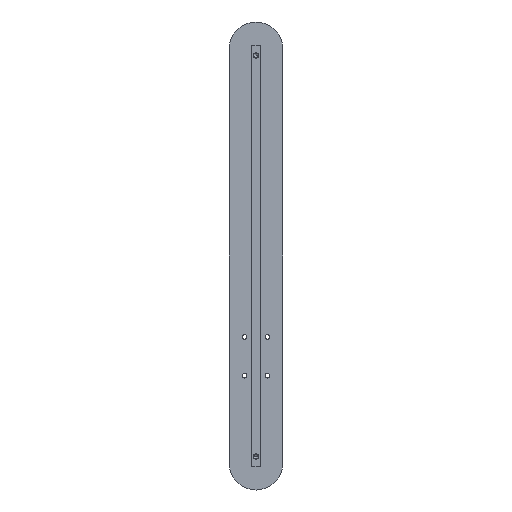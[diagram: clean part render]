
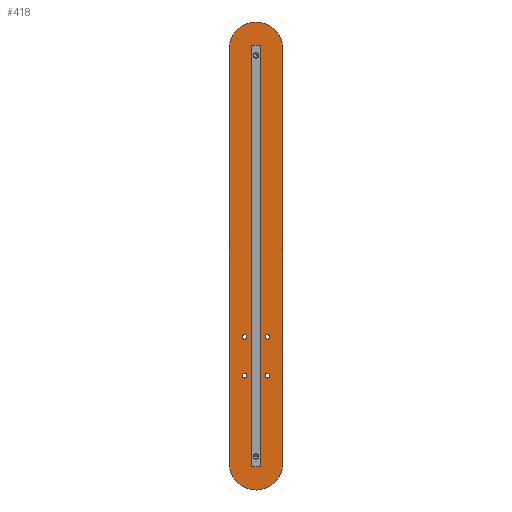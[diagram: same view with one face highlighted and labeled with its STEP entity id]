
A CAD part, left-side view. The second image highlights one B-rep face of the part: STEP entity #418.
In plain terms, the highlighted planar face has unit normal (-1, 0, 0).
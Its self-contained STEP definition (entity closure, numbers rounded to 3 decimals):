
#1=DIRECTION('',(0.,0.,1.));
#2=VECTOR('',#1,620.);
#3=CARTESIAN_POINT('',(0.,40.,-310.));
#4=LINE('',#3,#2);
#5=CARTESIAN_POINT('',(0.,0.,310.));
#6=DIRECTION('',(1.,0.,0.));
#7=DIRECTION('',(0.,1.,0.));
#8=AXIS2_PLACEMENT_3D('',#5,#6,#7);
#10=DIRECTION('',(0.,0.,-1.));
#11=VECTOR('',#10,620.);
#12=CARTESIAN_POINT('',(0.,-40.,310.));
#13=LINE('',#12,#11);
#14=CARTESIAN_POINT('',(0.,0.,-310.));
#15=DIRECTION('',(1.,0.,0.));
#16=DIRECTION('',(0.,-1.,0.));
#17=AXIS2_PLACEMENT_3D('',#14,#15,#16);
#19=DIRECTION('',(0.,0.,1.));
#20=VECTOR('',#19,630.);
#21=CARTESIAN_POINT('',(0.,-6.,-315.));
#22=LINE('',#21,#20);
#23=DIRECTION('',(0.,1.,0.));
#24=VECTOR('',#23,12.);
#25=CARTESIAN_POINT('',(0.,-6.,315.));
#26=LINE('',#25,#24);
#27=DIRECTION('',(0.,0.,-1.));
#28=VECTOR('',#27,630.);
#29=CARTESIAN_POINT('',(0.,6.,315.));
#30=LINE('',#29,#28);
#31=DIRECTION('',(0.,-1.,0.));
#32=VECTOR('',#31,12.);
#33=CARTESIAN_POINT('',(0.,6.,-315.));
#34=LINE('',#33,#32);
#35=CARTESIAN_POINT('',(0.,-17.,-179.));
#36=DIRECTION('',(-1.,0.,0.));
#37=DIRECTION('',(0.,-1.,0.));
#38=AXIS2_PLACEMENT_3D('',#35,#36,#37);
#40=CARTESIAN_POINT('',(0.,-17.,-179.));
#41=DIRECTION('',(-1.,0.,0.));
#42=DIRECTION('',(0.,1.,0.));
#43=AXIS2_PLACEMENT_3D('',#40,#41,#42);
#45=CARTESIAN_POINT('',(0.,-17.,-121.));
#46=DIRECTION('',(-1.,0.,0.));
#47=DIRECTION('',(0.,-1.,0.));
#48=AXIS2_PLACEMENT_3D('',#45,#46,#47);
#50=CARTESIAN_POINT('',(0.,-17.,-121.));
#51=DIRECTION('',(-1.,0.,0.));
#52=DIRECTION('',(0.,1.,0.));
#53=AXIS2_PLACEMENT_3D('',#50,#51,#52);
#55=CARTESIAN_POINT('',(0.,17.,-179.));
#56=DIRECTION('',(-1.,0.,0.));
#57=DIRECTION('',(0.,-1.,0.));
#58=AXIS2_PLACEMENT_3D('',#55,#56,#57);
#60=CARTESIAN_POINT('',(0.,17.,-179.));
#61=DIRECTION('',(-1.,0.,0.));
#62=DIRECTION('',(0.,1.,0.));
#63=AXIS2_PLACEMENT_3D('',#60,#61,#62);
#65=CARTESIAN_POINT('',(0.,17.,-121.));
#66=DIRECTION('',(-1.,0.,0.));
#67=DIRECTION('',(0.,-1.,0.));
#68=AXIS2_PLACEMENT_3D('',#65,#66,#67);
#70=CARTESIAN_POINT('',(0.,17.,-121.));
#71=DIRECTION('',(-1.,0.,0.));
#72=DIRECTION('',(0.,1.,0.));
#73=AXIS2_PLACEMENT_3D('',#70,#71,#72);
#285=CARTESIAN_POINT('',(0.,40.,-310.));
#286=CARTESIAN_POINT('',(0.,40.,310.));
#287=VERTEX_POINT('',#285);
#288=VERTEX_POINT('',#286);
#289=CARTESIAN_POINT('',(0.,-40.,310.));
#290=VERTEX_POINT('',#289);
#291=CARTESIAN_POINT('',(0.,-40.,-310.));
#292=VERTEX_POINT('',#291);
#301=CARTESIAN_POINT('',(0.,-20.5,-179.));
#302=CARTESIAN_POINT('',(0.,-13.5,-179.));
#303=VERTEX_POINT('',#301);
#304=VERTEX_POINT('',#302);
#309=CARTESIAN_POINT('',(0.,-20.5,-121.));
#310=CARTESIAN_POINT('',(0.,-13.5,-121.));
#311=VERTEX_POINT('',#309);
#312=VERTEX_POINT('',#310);
#317=CARTESIAN_POINT('',(0.,13.5,-179.));
#318=CARTESIAN_POINT('',(0.,20.5,-179.));
#319=VERTEX_POINT('',#317);
#320=VERTEX_POINT('',#318);
#325=CARTESIAN_POINT('',(0.,13.5,-121.));
#326=CARTESIAN_POINT('',(0.,20.5,-121.));
#327=VERTEX_POINT('',#325);
#328=VERTEX_POINT('',#326);
#357=CARTESIAN_POINT('',(0.,-6.,315.));
#358=CARTESIAN_POINT('',(0.,6.,315.));
#359=VERTEX_POINT('',#357);
#360=VERTEX_POINT('',#358);
#365=CARTESIAN_POINT('',(0.,6.,-315.));
#366=CARTESIAN_POINT('',(0.,-6.,-315.));
#367=VERTEX_POINT('',#365);
#368=VERTEX_POINT('',#366);
#369=CARTESIAN_POINT('',(0.,0.,0.));
#370=DIRECTION('',(1.,0.,0.));
#371=DIRECTION('',(0.,-1.,0.));
#372=AXIS2_PLACEMENT_3D('',#369,#370,#371);
#373=PLANE('',#372);
#375=ORIENTED_EDGE('',*,*,#374,.T.);
#377=ORIENTED_EDGE('',*,*,#376,.T.);
#379=ORIENTED_EDGE('',*,*,#378,.T.);
#381=ORIENTED_EDGE('',*,*,#380,.T.);
#382=EDGE_LOOP('',(#375,#377,#379,#381));
#383=FACE_OUTER_BOUND('',#382,.F.);
#385=ORIENTED_EDGE('',*,*,#384,.T.);
#387=ORIENTED_EDGE('',*,*,#386,.T.);
#389=ORIENTED_EDGE('',*,*,#388,.T.);
#391=ORIENTED_EDGE('',*,*,#390,.T.);
#392=EDGE_LOOP('',(#385,#387,#389,#391));
#393=FACE_BOUND('',#392,.F.);
#395=ORIENTED_EDGE('',*,*,#394,.T.);
#397=ORIENTED_EDGE('',*,*,#396,.T.);
#398=EDGE_LOOP('',(#395,#397));
#399=FACE_BOUND('',#398,.F.);
#401=ORIENTED_EDGE('',*,*,#400,.T.);
#403=ORIENTED_EDGE('',*,*,#402,.T.);
#404=EDGE_LOOP('',(#401,#403));
#405=FACE_BOUND('',#404,.F.);
#407=ORIENTED_EDGE('',*,*,#406,.T.);
#409=ORIENTED_EDGE('',*,*,#408,.T.);
#410=EDGE_LOOP('',(#407,#409));
#411=FACE_BOUND('',#410,.F.);
#413=ORIENTED_EDGE('',*,*,#412,.T.);
#415=ORIENTED_EDGE('',*,*,#414,.T.);
#416=EDGE_LOOP('',(#413,#415));
#417=FACE_BOUND('',#416,.F.);
#418=ADVANCED_FACE('',(#383,#393,#399,#405,#411,#417),#373,.F.);
#9=CIRCLE('',#8,40.);
#18=CIRCLE('',#17,40.);
#39=CIRCLE('',#38,3.5);
#44=CIRCLE('',#43,3.5);
#49=CIRCLE('',#48,3.5);
#54=CIRCLE('',#53,3.5);
#59=CIRCLE('',#58,3.5);
#64=CIRCLE('',#63,3.5);
#69=CIRCLE('',#68,3.5);
#74=CIRCLE('',#73,3.5);
#374=EDGE_CURVE('',#287,#288,#4,.T.);
#376=EDGE_CURVE('',#288,#290,#9,.T.);
#378=EDGE_CURVE('',#290,#292,#13,.T.);
#380=EDGE_CURVE('',#292,#287,#18,.T.);
#384=EDGE_CURVE('',#368,#359,#22,.T.);
#386=EDGE_CURVE('',#359,#360,#26,.T.);
#388=EDGE_CURVE('',#360,#367,#30,.T.);
#390=EDGE_CURVE('',#367,#368,#34,.T.);
#394=EDGE_CURVE('',#303,#304,#39,.T.);
#396=EDGE_CURVE('',#304,#303,#44,.T.);
#400=EDGE_CURVE('',#311,#312,#49,.T.);
#402=EDGE_CURVE('',#312,#311,#54,.T.);
#406=EDGE_CURVE('',#319,#320,#59,.T.);
#408=EDGE_CURVE('',#320,#319,#64,.T.);
#412=EDGE_CURVE('',#327,#328,#69,.T.);
#414=EDGE_CURVE('',#328,#327,#74,.T.);
